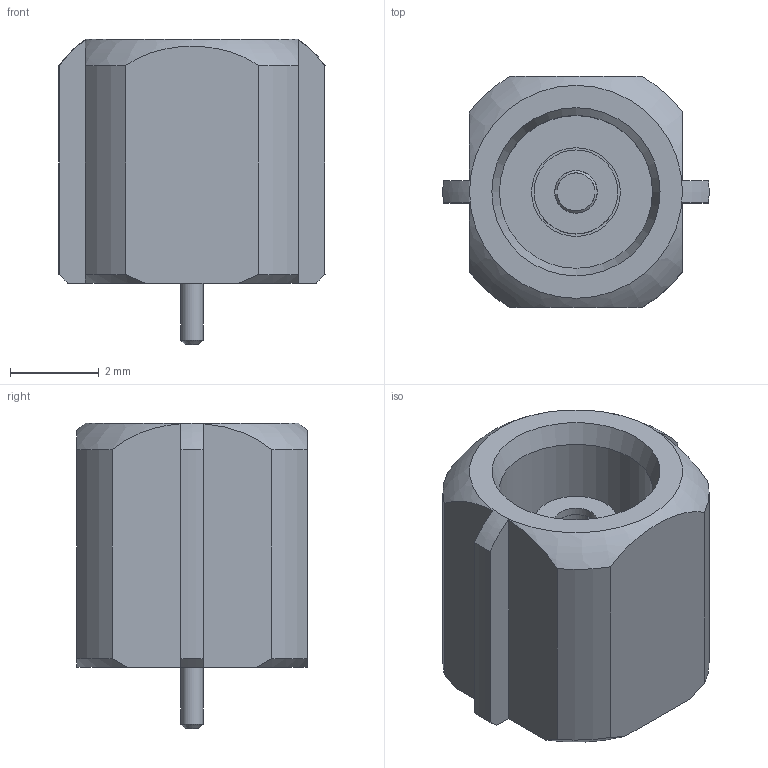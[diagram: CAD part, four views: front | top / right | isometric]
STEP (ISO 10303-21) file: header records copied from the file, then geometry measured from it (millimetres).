
FILE_DESCRIPTION(/* description */ ('Unknown'),/* implementation_level */ '2;1');
FILE_NAME(/* name */ '60612202111309',/* time_stamp */ '2019-03-04T11:04:04+01:00',/* author */ ('Unknown'),/* organization */ ('Unknown'),/* preprocessor_version */ 'ST-DEVELOPER v16.7',/* originating_system */ 'DEX',/* authorisation */ $);
FILE_SCHEMA (('AUTOMOTIVE_DESIGN {1 0 10303 214 3 1 1}'));
Length unit declared in the file: millimetre
Products named in the file (1): 60612202111309
Bounding box: 6 x 5.2 x 6.88 mm (x, y, z)
Volume: 98.6 mm3; surface area: 227.3 mm2
Topology: 1 solids, 1 shells, 81 faces, 209 edges, 137 vertices
Faces by surface type: plane 43, cylinder 22, cone 15, torus 1
Full cylindrical faces by diameter (mm): 0.5 x1, 0.96 x2, 1.89 x1, 2 x1, 3.45 x1
Entity records: 3011 total; most frequent: CARTESIAN_POINT 534, DIRECTION 388, ORIENTED_EDGE 386, EDGE_CURVE 193, AXIS2_PLACEMENT_3D 155, VERTEX_POINT 131, EDGE_LOOP 98, FACE_BOUND 98
